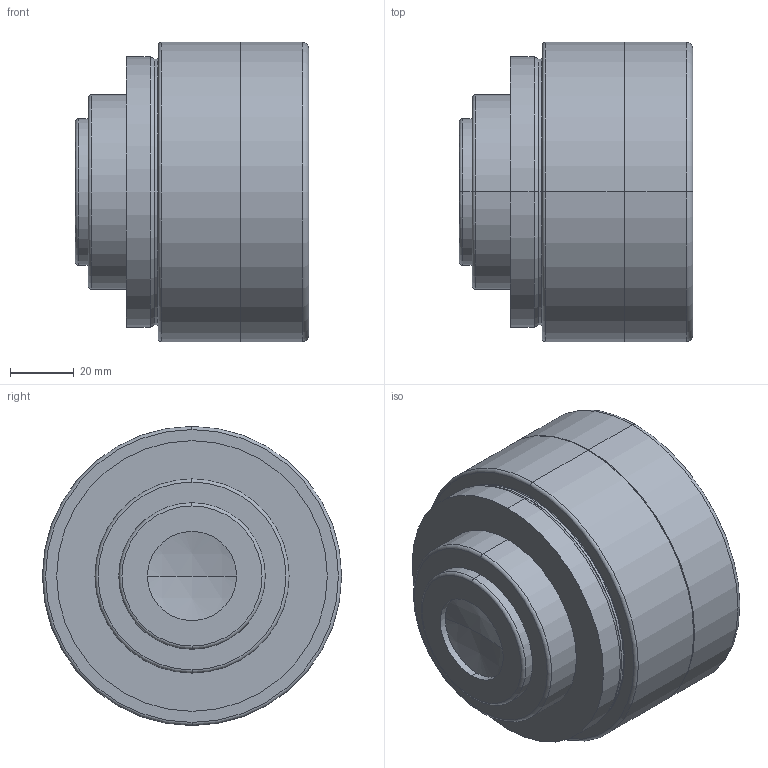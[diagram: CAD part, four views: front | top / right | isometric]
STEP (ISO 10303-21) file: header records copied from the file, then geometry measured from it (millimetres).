
FILE_DESCRIPTION (( 'STEP AP214' ), '1' );
FILE_NAME ('488201.STEP', '2016-09-08T06:03:35', ( 'poweredge' ), ( 'Hewlett-Packard Company' ), 'SwSTEP 2.0', 'SolidWorks 2015', '' );
FILE_SCHEMA (( 'AUTOMOTIVE_DESIGN' ));
Length unit declared in the file: millimetre
Products named in the file (1): 488201
Bounding box: 73.29 x 94 x 94 mm (x, y, z)
Surface area: 35925.5 mm2 (no closed solid volume)
Topology: 0 solids, 4 shells, 69 faces, 162 edges, 101 vertices
Faces by surface type: cylinder 28, cone 20, torus 12, plane 7, sphere 2
Entity records: 2795 total; most frequent: DIRECTION 416, CARTESIAN_POINT 333, ORIENTED_EDGE 300, AXIS2_PLACEMENT_3D 184, EDGE_CURVE 162, CIRCLE 114, VERTEX_POINT 101, EDGE_LOOP 81
